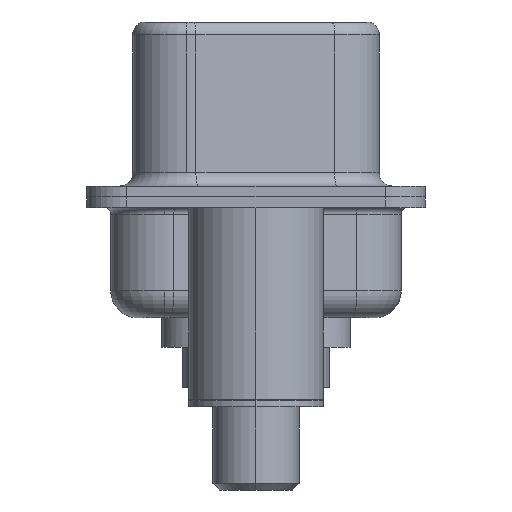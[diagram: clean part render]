
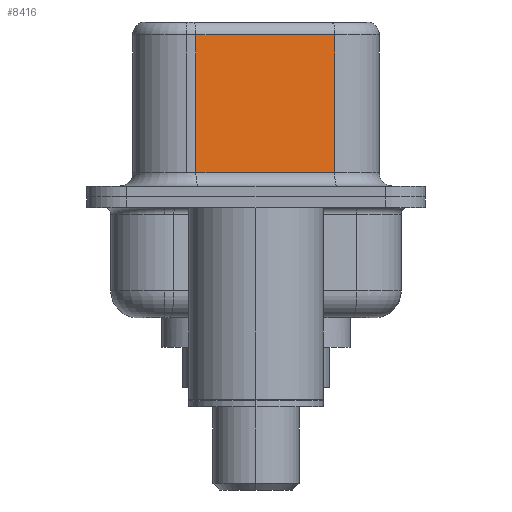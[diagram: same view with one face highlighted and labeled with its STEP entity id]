
A CAD part, left-side view. The second image highlights one B-rep face of the part: STEP entity #8416.
In plain terms, the highlighted planar face has unit normal (-0.985, -0.174, 0).
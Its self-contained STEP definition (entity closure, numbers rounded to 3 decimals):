
#51 = ORIENTED_EDGE ( 'NONE', *, *, #4437, .T. ) ;
#483 = EDGE_CURVE ( 'NONE', #13858, #14107, #1934, .T. ) ;
#520 = EDGE_CURVE ( 'NONE', #14864, #14107, #13437, .T. ) ;
#984 = CARTESIAN_POINT ( 'NONE',  ( 4.585, -2.927, 0.9 ) ) ;
#1345 = LINE ( 'NONE', #3981, #4543 ) ;
#1513 = EDGE_LOOP ( 'NONE', ( #13473, #51, #4650, #8325 ) ) ;
#1934 = LINE ( 'NONE', #8129, #7714 ) ;
#2047 = CARTESIAN_POINT ( 'NONE',  ( 4.585, -2.927, 6.52 ) ) ;
#2478 = EDGE_CURVE ( 'NONE', #8509, #13858, #12266, .T. ) ;
#3981 = CARTESIAN_POINT ( 'NONE',  ( 4.585, -2.927, 6.02 ) ) ;
#4437 = EDGE_CURVE ( 'NONE', #14864, #8509, #1345, .T. ) ;
#4543 = VECTOR ( 'NONE', #12995, 1000. ) ;
#4650 = ORIENTED_EDGE ( 'NONE', *, *, #2478, .T. ) ;
#4818 = FACE_OUTER_BOUND ( 'NONE', #1513, .T. ) ;
#5270 = DIRECTION ( 'NONE',  ( 0., 0., -1. ) ) ;
#5581 = DIRECTION ( 'NONE',  ( 0., 0., -1. ) ) ;
#6204 = CARTESIAN_POINT ( 'NONE',  ( 4.585, -2.927, 6.52 ) ) ;
#6571 = DIRECTION ( 'NONE',  ( 0.985, 0.174, 0. ) ) ;
#7714 = VECTOR ( 'NONE', #8133, 1000. ) ;
#7789 = CARTESIAN_POINT ( 'NONE',  ( 3.675, 2.233, 6.02 ) ) ;
#8028 = AXIS2_PLACEMENT_3D ( 'NONE', #6204, #6571, #12840 ) ;
#8129 = CARTESIAN_POINT ( 'NONE',  ( 4.585, -2.927, 0.9 ) ) ;
#8133 = DIRECTION ( 'NONE',  ( 0.174, -0.985, 0. ) ) ;
#8325 = ORIENTED_EDGE ( 'NONE', *, *, #483, .T. ) ;
#8416 = ADVANCED_FACE ( 'NONE', ( #4818 ), #9034, .F. ) ;
#8509 = VERTEX_POINT ( 'NONE', #7789 ) ;
#9034 = PLANE ( 'NONE',  #8028 ) ;
#10760 = VECTOR ( 'NONE', #5581, 1000. ) ;
#11328 = CARTESIAN_POINT ( 'NONE',  ( 4.585, -2.927, 6.02 ) ) ;
#11904 = VECTOR ( 'NONE', #5270, 1000. ) ;
#12266 = LINE ( 'NONE', #14776, #11904 ) ;
#12840 = DIRECTION ( 'NONE',  ( -0.174, 0.985, 0. ) ) ;
#12995 = DIRECTION ( 'NONE',  ( -0.174, 0.985, 0. ) ) ;
#13388 = CARTESIAN_POINT ( 'NONE',  ( 3.675, 2.233, 0.9 ) ) ;
#13437 = LINE ( 'NONE', #2047, #10760 ) ;
#13473 = ORIENTED_EDGE ( 'NONE', *, *, #520, .F. ) ;
#13858 = VERTEX_POINT ( 'NONE', #13388 ) ;
#14107 = VERTEX_POINT ( 'NONE', #984 ) ;
#14776 = CARTESIAN_POINT ( 'NONE',  ( 3.675, 2.233, 6.52 ) ) ;
#14864 = VERTEX_POINT ( 'NONE', #11328 ) ;
